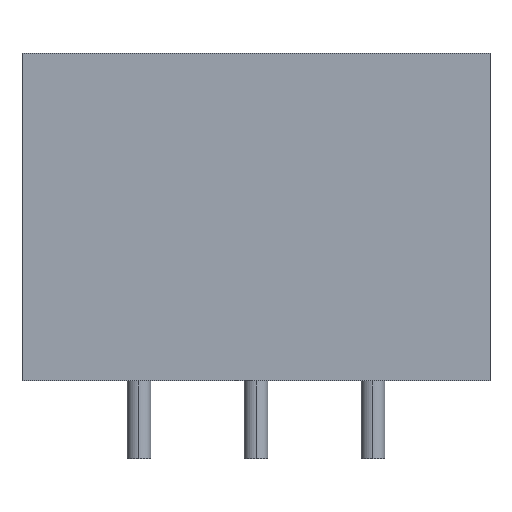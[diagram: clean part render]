
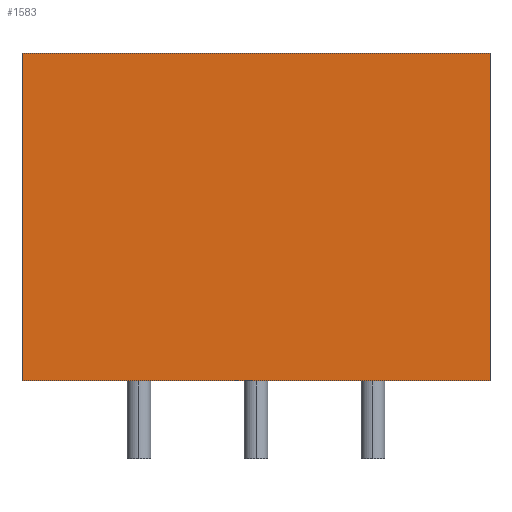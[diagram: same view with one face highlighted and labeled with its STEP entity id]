
A CAD part, left-side view. The second image highlights one B-rep face of the part: STEP entity #1583.
In plain terms, the highlighted planar face has unit normal (-1, 0, 0).
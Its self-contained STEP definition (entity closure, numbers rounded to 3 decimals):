
#459=DIRECTION('',(0.,0.,1.));
#460=VECTOR('',#459,7.);
#461=CARTESIAN_POINT('',(15.04,5.,0.));
#462=LINE('',#461,#460);
#737=DIRECTION('',(0.,-1.,0.));
#738=VECTOR('',#737,10.);
#739=CARTESIAN_POINT('',(15.04,5.,0.));
#740=LINE('',#739,#738);
#744=DIRECTION('',(0.,1.,0.));
#745=VECTOR('',#744,10.);
#746=CARTESIAN_POINT('',(15.04,-5.,7.));
#747=LINE('',#746,#745);
#751=DIRECTION('',(0.,0.,1.));
#752=VECTOR('',#751,7.);
#753=CARTESIAN_POINT('',(15.04,-5.,0.));
#754=LINE('',#753,#752);
#994=CARTESIAN_POINT('',(15.04,5.,0.));
#995=CARTESIAN_POINT('',(15.04,-5.,0.));
#996=VERTEX_POINT('',#994);
#997=VERTEX_POINT('',#995);
#1012=CARTESIAN_POINT('',(15.04,-5.,7.));
#1013=VERTEX_POINT('',#1012);
#1014=CARTESIAN_POINT('',(15.04,5.,7.));
#1015=VERTEX_POINT('',#1014);
#1572=CARTESIAN_POINT('',(15.04,-5.,7.));
#1573=DIRECTION('',(1.,0.,0.));
#1574=DIRECTION('',(0.,0.,-1.));
#1575=AXIS2_PLACEMENT_3D('',#1572,#1573,#1574);
#1576=PLANE('',#1575);
#1577=ORIENTED_EDGE('',*,*,#1548,.F.);
#1578=ORIENTED_EDGE('',*,*,#1359,.T.);
#1579=ORIENTED_EDGE('',*,*,#1466,.F.);
#1580=ORIENTED_EDGE('',*,*,#1532,.F.);
#1581=EDGE_LOOP('',(#1577,#1578,#1579,#1580));
#1582=FACE_OUTER_BOUND('',#1581,.F.);
#1359=EDGE_CURVE('',#996,#1015,#462,.T.);
#1466=EDGE_CURVE('',#1013,#1015,#747,.T.);
#1532=EDGE_CURVE('',#997,#1013,#754,.T.);
#1548=EDGE_CURVE('',#996,#997,#740,.T.);
#1583=ADVANCED_FACE('',(#1582),#1576,.F.);
